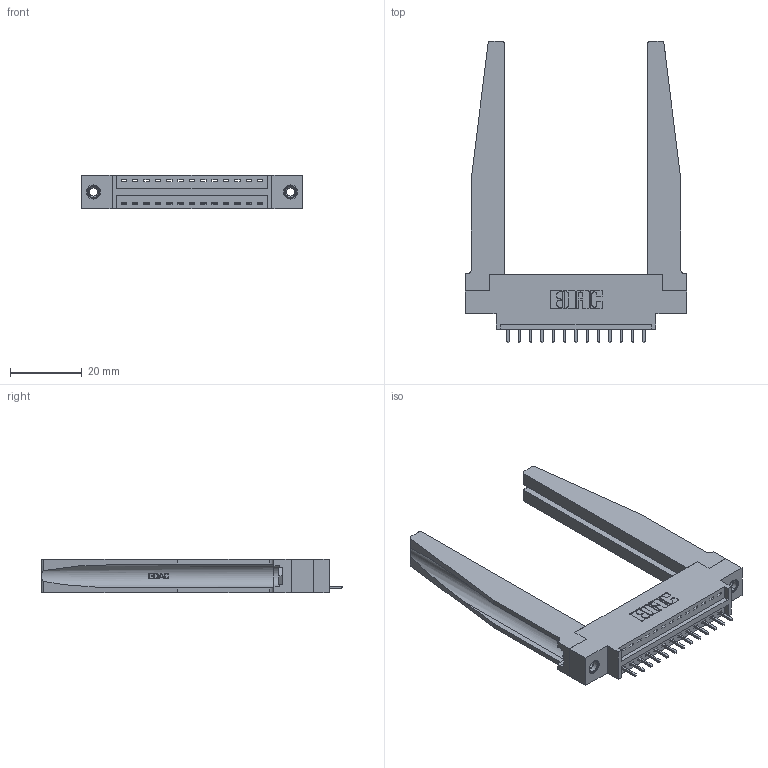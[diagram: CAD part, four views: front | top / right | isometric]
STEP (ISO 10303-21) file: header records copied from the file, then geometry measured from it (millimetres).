
FILE_DESCRIPTION (( 'STEP AP203' ), '1' );
FILE_NAME ('396-013-521-678.STEP', '2019-10-26T16:01:29', ( '' ), ( '' ), 'SwSTEP 2.0', 'SolidWorks 2016', '' );
FILE_SCHEMA (( 'CONFIG_CONTROL_DESIGN' ));
Length unit declared in the file: inch
Products named in the file (5): 396-013-521-678; 346-220-078_345-220-078; 345-292-001_345-293-121; 345-250-001_345-250-001-102; 346 Part_0.170 Offset - 0.156 Dia-TH
Assembly tree (18 placements, depth 2):
  396-013-521-678
    346 Part_0.170 Offset - 0.156 Dia-TH
    345-292-001_345-293-121  x13
    346-220-078_345-220-078  x2
    345-250-001_345-250-001-102  x2
Bounding box: 61.85 x 84.33 x 9.4 mm (x, y, z)
Volume: 12437.8 mm3; surface area: 13150.8 mm2
Topology: 18 solids, 18 shells, 1114 faces, 3237 edges, 2130 vertices
Faces by surface type: plane 742, cylinder 320, bspline 36, cone 12, torus 4
Entity records: 16870 total; most frequent: CARTESIAN_POINT 3814, ORIENTED_EDGE 2650, DIRECTION 2385, EDGE_CURVE 1325, VECTOR 1047, LINE 1047, VERTEX_POINT 876, AXIS2_PLACEMENT_3D 669
